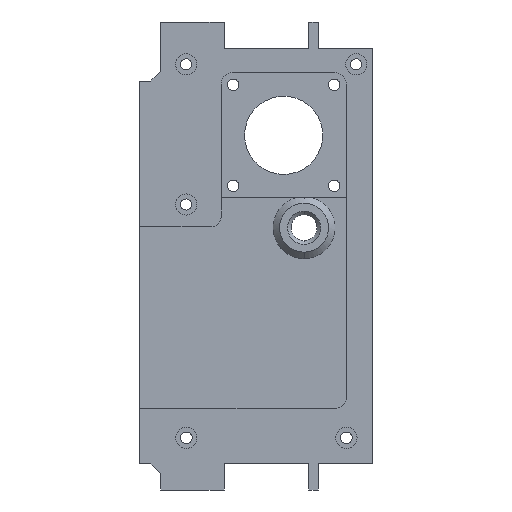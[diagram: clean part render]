
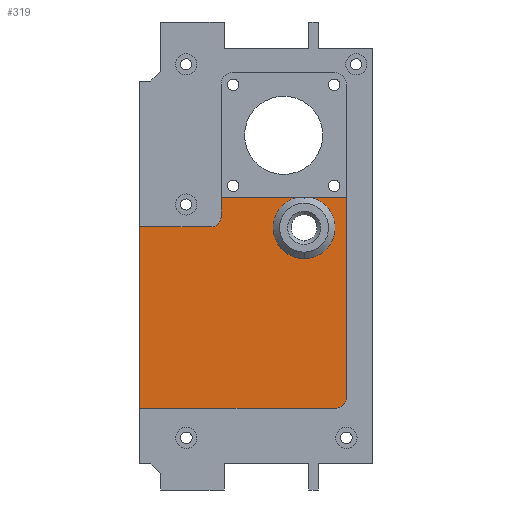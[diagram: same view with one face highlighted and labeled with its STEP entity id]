
A CAD part, front view. The second image highlights one B-rep face of the part: STEP entity #319.
In plain terms, the highlighted face is planar.
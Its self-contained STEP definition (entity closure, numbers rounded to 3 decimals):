
#72 = EDGE_CURVE ( 'NONE', #1226, #928, #2642, .T. ) ;
#132 = VERTEX_POINT ( 'NONE', #1091 ) ;
#133 = AXIS2_PLACEMENT_3D ( 'NONE', #156, #592, #1481 ) ;
#143 = EDGE_CURVE ( 'NONE', #654, #2016, #2167, .T. ) ;
#151 = DIRECTION ( 'NONE',  ( -1., 0., 0. ) ) ;
#156 = CARTESIAN_POINT ( 'NONE',  ( -21., 72.5, 9. ) ) ;
#193 = DIRECTION ( 'NONE',  ( -1., 0., 0. ) ) ;
#248 = CIRCLE ( 'NONE', #857, 3. ) ;
#274 = CIRCLE ( 'NONE', #509, 9.5 ) ;
#310 = CARTESIAN_POINT ( 'NONE',  ( -46.456, 81.644, 9. ) ) ;
#319 = ADVANCED_FACE ( 'NONE', ( #1836 ), #331, .T. ) ;
#331 = PLANE ( 'NONE',  #2321 ) ;
#355 = DIRECTION ( 'NONE',  ( 1., 0., 0. ) ) ;
#450 = CARTESIAN_POINT ( 'NONE',  ( -49.456, 75.767, 9. ) ) ;
#463 = LINE ( 'NONE', #1072, #2141 ) ;
#473 = EDGE_CURVE ( 'NONE', #2016, #132, #1493, .T. ) ;
#509 = AXIS2_PLACEMENT_3D ( 'NONE', #2190, #903, #2865 ) ;
#523 = DIRECTION ( 'NONE',  ( 0., -1., 0. ) ) ;
#528 = ORIENTED_EDGE ( 'NONE', *, *, #143, .T. ) ;
#535 = CARTESIAN_POINT ( 'NONE',  ( -21., 63., 9. ) ) ;
#576 = ORIENTED_EDGE ( 'NONE', *, *, #2137, .T. ) ;
#592 = DIRECTION ( 'NONE',  ( 0., 0., -1. ) ) ;
#597 = CARTESIAN_POINT ( 'NONE',  ( -23.578, 81.644, 9. ) ) ;
#605 = VECTOR ( 'NONE', #151, 1000. ) ;
#614 = VERTEX_POINT ( 'NONE', #1087 ) ;
#626 = CARTESIAN_POINT ( 'NONE',  ( -8.044, 20.146, 9. ) ) ;
#654 = VERTEX_POINT ( 'NONE', #1126 ) ;
#676 = EDGE_CURVE ( 'NONE', #1569, #2528, #1205, .T. ) ;
#706 = VERTEX_POINT ( 'NONE', #745 ) ;
#735 = CARTESIAN_POINT ( 'NONE',  ( -46.456, 75.767, 9. ) ) ;
#743 = CARTESIAN_POINT ( 'NONE',  ( -11.044, 20.146, 9. ) ) ;
#745 = CARTESIAN_POINT ( 'NONE',  ( -8.044, 81.644, 9. ) ) ;
#857 = AXIS2_PLACEMENT_3D ( 'NONE', #743, #2522, #523 ) ;
#878 = VERTEX_POINT ( 'NONE', #1705 ) ;
#883 = EDGE_CURVE ( 'NONE', #928, #1569, #1682, .T. ) ;
#885 = ORIENTED_EDGE ( 'NONE', *, *, #971, .T. ) ;
#903 = DIRECTION ( 'NONE',  ( 0., 0., -1. ) ) ;
#928 = VERTEX_POINT ( 'NONE', #597 ) ;
#971 = EDGE_CURVE ( 'NONE', #878, #1226, #274, .T. ) ;
#972 = EDGE_CURVE ( 'NONE', #706, #878, #463, .T. ) ;
#1072 = CARTESIAN_POINT ( 'NONE',  ( -46.456, 81.644, 9. ) ) ;
#1080 = CARTESIAN_POINT ( 'NONE',  ( -71.5, 69.767, 9. ) ) ;
#1087 = CARTESIAN_POINT ( 'NONE',  ( -8.044, 20.146, 9. ) ) ;
#1091 = CARTESIAN_POINT ( 'NONE',  ( -11.044, 17.146, 9. ) ) ;
#1104 = VECTOR ( 'NONE', #2711, 1000. ) ;
#1126 = CARTESIAN_POINT ( 'NONE',  ( -71.5, 72.767, 9. ) ) ;
#1160 = CARTESIAN_POINT ( 'NONE',  ( -24.584, 5., 9. ) ) ;
#1205 = LINE ( 'NONE', #2315, #1104 ) ;
#1226 = VERTEX_POINT ( 'NONE', #535 ) ;
#1350 = ORIENTED_EDGE ( 'NONE', *, *, #72, .T. ) ;
#1377 = CARTESIAN_POINT ( 'NONE',  ( -71.5, 17.146, 9. ) ) ;
#1389 = CIRCLE ( 'NONE', #2090, 3. ) ;
#1481 = DIRECTION ( 'NONE',  ( 0., -1., 0. ) ) ;
#1493 = LINE ( 'NONE', #2349, #2230 ) ;
#1504 = LINE ( 'NONE', #2192, #2039 ) ;
#1515 = ORIENTED_EDGE ( 'NONE', *, *, #1791, .T. ) ;
#1534 = DIRECTION ( 'NONE',  ( 0., 0., -1. ) ) ;
#1546 = DIRECTION ( 'NONE',  ( 0., -1., 0. ) ) ;
#1569 = VERTEX_POINT ( 'NONE', #310 ) ;
#1672 = CARTESIAN_POINT ( 'NONE',  ( -49.456, 72.767, 9. ) ) ;
#1682 = LINE ( 'NONE', #2345, #605 ) ;
#1705 = CARTESIAN_POINT ( 'NONE',  ( -18.422, 81.644, 9. ) ) ;
#1706 = DIRECTION ( 'NONE',  ( -1., 0., 0. ) ) ;
#1747 = ORIENTED_EDGE ( 'NONE', *, *, #883, .T. ) ;
#1759 = VECTOR ( 'NONE', #2607, 1000. ) ;
#1791 = EDGE_CURVE ( 'NONE', #2533, #654, #1504, .T. ) ;
#1809 = ORIENTED_EDGE ( 'NONE', *, *, #473, .T. ) ;
#1833 = VECTOR ( 'NONE', #2373, 1000. ) ;
#1836 = FACE_OUTER_BOUND ( 'NONE', #2246, .T. ) ;
#1963 = EDGE_CURVE ( 'NONE', #2528, #2533, #1389, .T. ) ;
#2016 = VERTEX_POINT ( 'NONE', #1377 ) ;
#2039 = VECTOR ( 'NONE', #1706, 1000. ) ;
#2090 = AXIS2_PLACEMENT_3D ( 'NONE', #450, #1534, #1546 ) ;
#2104 = DIRECTION ( 'NONE',  ( 0., 0., 1. ) ) ;
#2137 = EDGE_CURVE ( 'NONE', #132, #614, #248, .T. ) ;
#2141 = VECTOR ( 'NONE', #193, 1000. ) ;
#2167 = LINE ( 'NONE', #1080, #1759 ) ;
#2190 = CARTESIAN_POINT ( 'NONE',  ( -21., 72.5, 9. ) ) ;
#2192 = CARTESIAN_POINT ( 'NONE',  ( -46.456, 72.767, 9. ) ) ;
#2210 = EDGE_CURVE ( 'NONE', #614, #706, #2342, .T. ) ;
#2230 = VECTOR ( 'NONE', #355, 1000. ) ;
#2246 = EDGE_LOOP ( 'NONE', ( #2519, #885, #1350, #1747, #2264, #2844, #1515, #528, #1809, #576, #2329 ) ) ;
#2264 = ORIENTED_EDGE ( 'NONE', *, *, #676, .T. ) ;
#2315 = CARTESIAN_POINT ( 'NONE',  ( -46.456, 81.644, 9. ) ) ;
#2321 = AXIS2_PLACEMENT_3D ( 'NONE', #1160, #2104, #2556 ) ;
#2329 = ORIENTED_EDGE ( 'NONE', *, *, #2210, .T. ) ;
#2342 = LINE ( 'NONE', #626, #1833 ) ;
#2345 = CARTESIAN_POINT ( 'NONE',  ( -46.456, 81.644, 9. ) ) ;
#2349 = CARTESIAN_POINT ( 'NONE',  ( -71.5, 17.146, 9. ) ) ;
#2373 = DIRECTION ( 'NONE',  ( 0., 1., 0. ) ) ;
#2519 = ORIENTED_EDGE ( 'NONE', *, *, #972, .T. ) ;
#2522 = DIRECTION ( 'NONE',  ( 0., 0., 1. ) ) ;
#2528 = VERTEX_POINT ( 'NONE', #735 ) ;
#2533 = VERTEX_POINT ( 'NONE', #1672 ) ;
#2556 = DIRECTION ( 'NONE',  ( 0., -1., 0. ) ) ;
#2607 = DIRECTION ( 'NONE',  ( 0., -1., 0. ) ) ;
#2642 = CIRCLE ( 'NONE', #133, 9.5 ) ;
#2711 = DIRECTION ( 'NONE',  ( 0., -1., 0. ) ) ;
#2844 = ORIENTED_EDGE ( 'NONE', *, *, #1963, .T. ) ;
#2865 = DIRECTION ( 'NONE',  ( 0., -1., 0. ) ) ;
